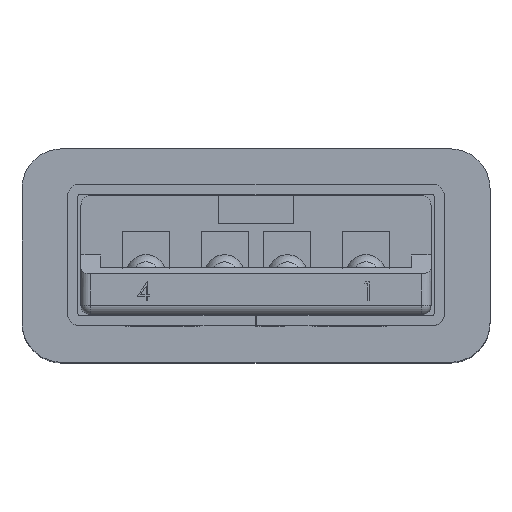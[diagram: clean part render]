
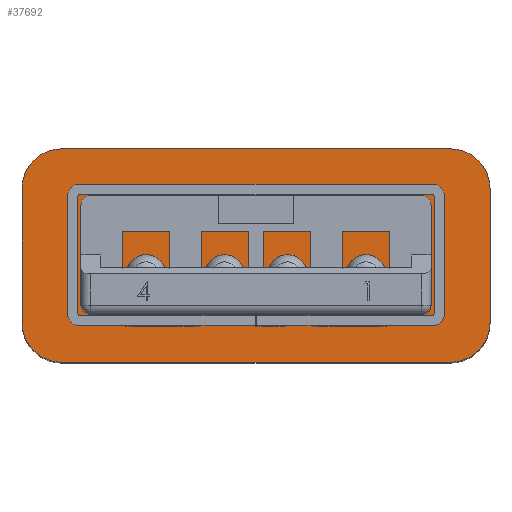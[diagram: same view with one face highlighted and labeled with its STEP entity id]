
A CAD part, top view. The second image highlights one B-rep face of the part: STEP entity #37692.
In plain terms, the highlighted planar face has unit normal (0, 0, 1).
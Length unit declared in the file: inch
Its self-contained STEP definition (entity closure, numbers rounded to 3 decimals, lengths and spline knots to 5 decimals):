
#1328 = CIRCLE ( 'NONE', #6256, 0.05 ) ;
#5818 = ORIENTED_EDGE ( 'NONE', *, *, #59191, .T. ) ;
#6256 = AXIS2_PLACEMENT_3D ( 'NONE', #50106, #19087, #81602 ) ;
#6281 = CARTESIAN_POINT ( 'NONE',  ( -0.29331, -0.13386, 0. ) ) ;
#6339 = ORIENTED_EDGE ( 'NONE', *, *, #75219, .T. ) ;
#8446 = CARTESIAN_POINT ( 'NONE',  ( 0.24331, -0.13386, 0. ) ) ;
#8579 = LINE ( 'NONE', #24075, #59273 ) ;
#9701 = LINE ( 'NONE', #97960, #35732 ) ;
#10257 = CARTESIAN_POINT ( 'NONE',  ( -0.29331, 0.08386, 0. ) ) ;
#15306 = VERTEX_POINT ( 'NONE', #10257 ) ;
#18835 = CARTESIAN_POINT ( 'NONE',  ( 0., 0., 0. ) ) ;
#19087 = DIRECTION ( 'NONE',  ( 0., 0., 1. ) ) ;
#22047 = EDGE_CURVE ( 'NONE', #93667, #15306, #96091, .T. ) ;
#24075 = CARTESIAN_POINT ( 'NONE',  ( -0.29331, -0.13386, 0. ) ) ;
#26943 = EDGE_CURVE ( 'NONE', #89396, #93667, #9701, .T. ) ;
#28250 = VERTEX_POINT ( 'NONE', #42759 ) ;
#29036 = CARTESIAN_POINT ( 'NONE',  ( 0.24331, 0.13386, 0. ) ) ;
#29971 = CARTESIAN_POINT ( 'NONE',  ( -0.24331, 0.08386, 0. ) ) ;
#30478 = DIRECTION ( 'NONE',  ( -1., 0., 0. ) ) ;
#35732 = VECTOR ( 'NONE', #50501, 39.37008 ) ;
#37070 = CARTESIAN_POINT ( 'NONE',  ( 0.29331, -0.13386, 0. ) ) ;
#37516 = VECTOR ( 'NONE', #82542, 39.37008 ) ;
#37692 = ADVANCED_FACE ( 'NONE', ( #73089 ), #89582, .F. ) ;
#37766 = ORIENTED_EDGE ( 'NONE', *, *, #52419, .T. ) ;
#39047 = VERTEX_POINT ( 'NONE', #8446 ) ;
#42759 = CARTESIAN_POINT ( 'NONE',  ( 0.29331, 0.08386, 0. ) ) ;
#42849 = VERTEX_POINT ( 'NONE', #59177 ) ;
#43131 = DIRECTION ( 'NONE',  ( 0., 0., -1. ) ) ;
#44825 = LINE ( 'NONE', #37070, #37516 ) ;
#45372 = CIRCLE ( 'NONE', #78300, 0.05 ) ;
#47638 = EDGE_CURVE ( 'NONE', #28250, #89396, #45372, .T. ) ;
#48488 = DIRECTION ( 'NONE',  ( 0., 0., 1. ) ) ;
#48861 = CARTESIAN_POINT ( 'NONE',  ( -0.24331, 0.13386, 0. ) ) ;
#50106 = CARTESIAN_POINT ( 'NONE',  ( 0.24331, -0.08386, 0. ) ) ;
#50381 = DIRECTION ( 'NONE',  ( -1., 0., 0. ) ) ;
#50501 = DIRECTION ( 'NONE',  ( -1., 0., 0. ) ) ;
#52419 = EDGE_CURVE ( 'NONE', #39047, #91700, #1328, .T. ) ;
#54260 = AXIS2_PLACEMENT_3D ( 'NONE', #69665, #55199, #86171 ) ;
#55199 = DIRECTION ( 'NONE',  ( 0., 0., 1. ) ) ;
#59177 = CARTESIAN_POINT ( 'NONE',  ( -0.29331, -0.08386, 0. ) ) ;
#59191 = EDGE_CURVE ( 'NONE', #15306, #42849, #77040, .T. ) ;
#59273 = VECTOR ( 'NONE', #86567, 39.37008 ) ;
#60889 = CIRCLE ( 'NONE', #54260, 0.05 ) ;
#65106 = EDGE_CURVE ( 'NONE', #42849, #94181, #60889, .T. ) ;
#65539 = EDGE_CURVE ( 'NONE', #94181, #39047, #8579, .T. ) ;
#66572 = CARTESIAN_POINT ( 'NONE',  ( 0.29331, -0.08386, 0. ) ) ;
#68284 = CARTESIAN_POINT ( 'NONE',  ( -0.24331, -0.13386, 0. ) ) ;
#69448 = ORIENTED_EDGE ( 'NONE', *, *, #65539, .T. ) ;
#69665 = CARTESIAN_POINT ( 'NONE',  ( -0.24331, -0.08386, 0. ) ) ;
#69996 = ORIENTED_EDGE ( 'NONE', *, *, #47638, .T. ) ;
#72941 = ORIENTED_EDGE ( 'NONE', *, *, #26943, .T. ) ;
#73089 = FACE_OUTER_BOUND ( 'NONE', #86710, .T. ) ;
#75219 = EDGE_CURVE ( 'NONE', #91700, #28250, #44825, .T. ) ;
#75976 = DIRECTION ( 'NONE',  ( 0., 0., 1. ) ) ;
#76893 = AXIS2_PLACEMENT_3D ( 'NONE', #18835, #43131, #50381 ) ;
#77040 = LINE ( 'NONE', #6281, #88421 ) ;
#78036 = DIRECTION ( 'NONE',  ( 0., -1., 0. ) ) ;
#78300 = AXIS2_PLACEMENT_3D ( 'NONE', #96482, #48488, #95455 ) ;
#81602 = DIRECTION ( 'NONE',  ( -1., 0., 0. ) ) ;
#81737 = ORIENTED_EDGE ( 'NONE', *, *, #65106, .T. ) ;
#82542 = DIRECTION ( 'NONE',  ( 0., 1., 0. ) ) ;
#86171 = DIRECTION ( 'NONE',  ( -1., 0., 0. ) ) ;
#86567 = DIRECTION ( 'NONE',  ( 1., 0., 0. ) ) ;
#86710 = EDGE_LOOP ( 'NONE', ( #69448, #37766, #6339, #69996, #72941, #93936, #5818, #81737 ) ) ;
#88421 = VECTOR ( 'NONE', #78036, 39.37008 ) ;
#89396 = VERTEX_POINT ( 'NONE', #29036 ) ;
#89582 = PLANE ( 'NONE',  #76893 ) ;
#91700 = VERTEX_POINT ( 'NONE', #66572 ) ;
#93667 = VERTEX_POINT ( 'NONE', #48861 ) ;
#93936 = ORIENTED_EDGE ( 'NONE', *, *, #22047, .T. ) ;
#94181 = VERTEX_POINT ( 'NONE', #68284 ) ;
#95455 = DIRECTION ( 'NONE',  ( -1., 0., 0. ) ) ;
#96091 = CIRCLE ( 'NONE', #97712, 0.05 ) ;
#96482 = CARTESIAN_POINT ( 'NONE',  ( 0.24331, 0.08386, 0. ) ) ;
#97712 = AXIS2_PLACEMENT_3D ( 'NONE', #29971, #75976, #30478 ) ;
#97960 = CARTESIAN_POINT ( 'NONE',  ( -0.29331, 0.13386, 0. ) ) ;
